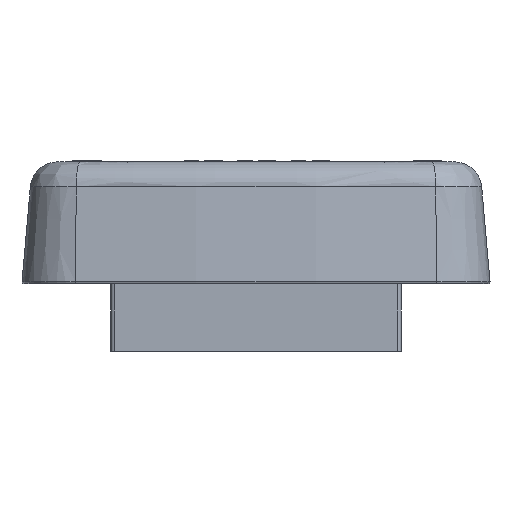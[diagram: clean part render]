
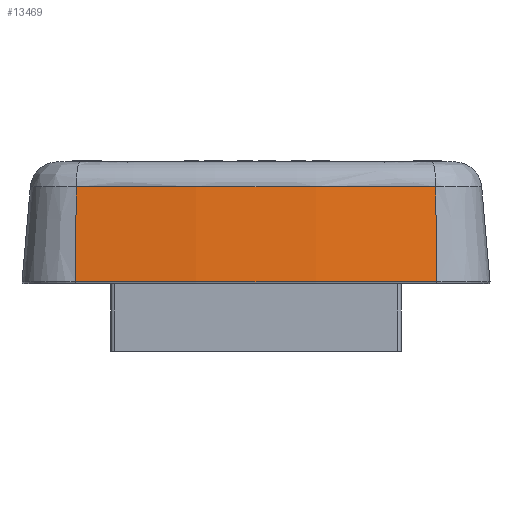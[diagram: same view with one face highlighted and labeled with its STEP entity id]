
A CAD part, left-side view. The second image highlights one B-rep face of the part: STEP entity #13469.
In plain terms, the highlighted conical face has half-angle 5 degrees and reference radius 182.518 mm.
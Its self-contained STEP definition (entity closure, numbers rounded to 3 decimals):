
#254=CONICAL_SURFACE('',#39617,182.518,5.);
#4917=LINE('',#60371,#9598);
#4918=LINE('',#60375,#9599);
#9598=VECTOR('',#49033,1.);
#9599=VECTOR('',#49038,1.);
#11564=FACE_OUTER_BOUND('',#17337,.T.);
#13469=ADVANCED_FACE('',(#11564),#254,.T.);
#17337=EDGE_LOOP('',(#28283,#28284,#28285,#28286));
#17830=CIRCLE('',#39597,182.003);
#17844=CIRCLE('',#39616,183.033);
#28283=ORIENTED_EDGE('',*,*,#37115,.F.);
#28284=ORIENTED_EDGE('',*,*,#37132,.T.);
#28285=ORIENTED_EDGE('',*,*,#37133,.F.);
#28286=ORIENTED_EDGE('',*,*,#37134,.F.);
#31882=VERTEX_POINT('',#60276);
#31883=VERTEX_POINT('',#60278);
#31891=VERTEX_POINT('',#60370);
#31892=VERTEX_POINT('',#60374);
#37115=EDGE_CURVE('',#31882,#31883,#17830,.T.);
#37132=EDGE_CURVE('',#31882,#31891,#4917,.T.);
#37133=EDGE_CURVE('',#31892,#31891,#17844,.T.);
#37134=EDGE_CURVE('',#31883,#31892,#4918,.T.);
#39597=AXIS2_PLACEMENT_3D('',#60277,#48994,#48995);
#39616=AXIS2_PLACEMENT_3D('',#60373,#49036,#49037);
#39617=AXIS2_PLACEMENT_3D('',#60376,#49039,#49040);
#48994=DIRECTION('',(0.,0.,1.));
#48995=DIRECTION('',(-0.992,0.123,0.));
#49033=DIRECTION('',(-0.086,0.011,-0.996));
#49036=DIRECTION('',(0.,0.,-1.));
#49037=DIRECTION('',(-0.992,-0.123,0.));
#49038=DIRECTION('',(-0.086,-0.011,-0.996));
#49039=DIRECTION('',(0.,0.,-1.));
#49040=DIRECTION('',(1.,0.,0.));
#60276=CARTESIAN_POINT('',(-72.382,22.297,11.396));
#60277=CARTESIAN_POINT('',(108.25,0.,11.396));
#60278=CARTESIAN_POINT('',(-72.382,-22.297,11.396));
#60370=CARTESIAN_POINT('',(-73.405,22.423,-0.383));
#60371=CARTESIAN_POINT('',(-72.382,22.297,11.396));
#60373=CARTESIAN_POINT('',(108.25,0.,-0.383));
#60374=CARTESIAN_POINT('',(-73.405,-22.423,-0.383));
#60375=CARTESIAN_POINT('',(-72.382,-22.297,11.396));
#60376=CARTESIAN_POINT('',(108.25,0.,5.507));
